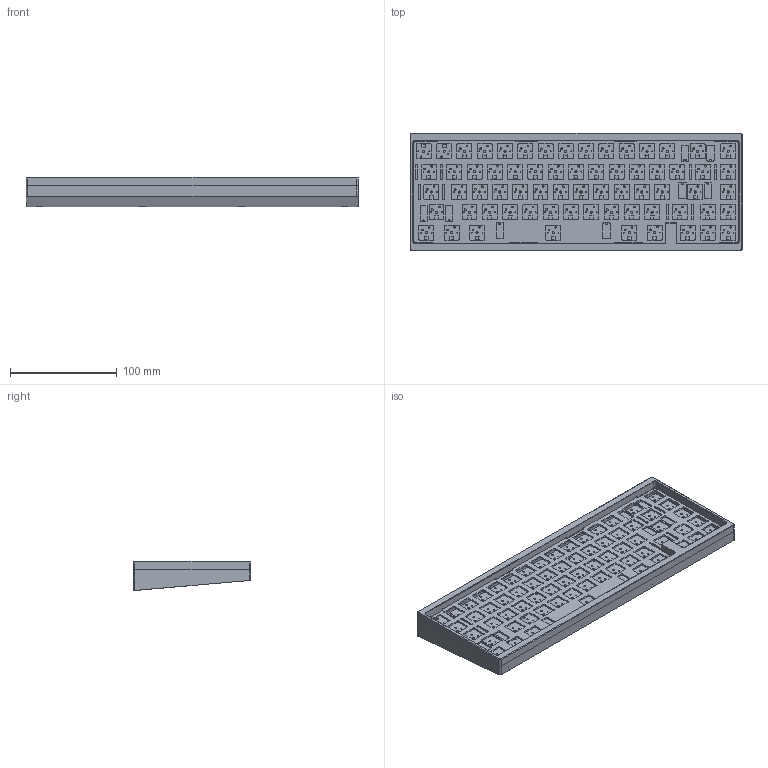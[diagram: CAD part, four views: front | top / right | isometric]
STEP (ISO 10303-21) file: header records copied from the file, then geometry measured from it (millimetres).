
FILE_DESCRIPTION(/* description */ (''),/* implementation_level */ '2;1');
FILE_NAME(/* name */ 'Generic65-noblocker.step',/* time_stamp */ '2020-11-12T08:33:19-07:00',/* author */ (''),/* organization */ (''),/* preprocessor_version */ 'ST-DEVELOPER v18.1',/* originating_system */ 'Autodesk Translation Framework v9.3.0.1241',/* authorisation */ '');
FILE_SCHEMA (('AUTOMOTIVE_DESIGN { 1 0 10303 214 3 1 1 }'));
Products named in the file (6): (Unsaved); Generic65; Top; Bottom; PCB; Plate
Assembly tree (5 placements, depth 3):
  (Unsaved)
    Generic65
      Top
      Bottom
      PCB
      Plate
Bounding box: 311.75 x 110.2 x 27.45 mm (x, y, z)
Volume: 324668.8 mm3; surface area: 214192.9 mm2
Topology: 4 solids, 4 shells, 1918 faces, 5676 edges, 3774 vertices
Faces by surface type: cylinder 1143, plane 755, cone 20
Full cylindrical faces by diameter (mm): 0.325 x2, 0.427 x2, 0.477 x2, 0.85 x134, 0.852 x13, 0.864 x4, 1.602 x134, 1.626 x8, 1.99 x67, 2.092 x8, 2.102 x9, 3 x16, 6 x8
Entity records: 67308 total; most frequent: DIRECTION 11824, CARTESIAN_POINT 11371, ORIENTED_EDGE 11336, EDGE_CURVE 5668, AXIS2_PLACEMENT_3D 4227, VERTEX_POINT 3774, LINE 3370, VECTOR 3370
